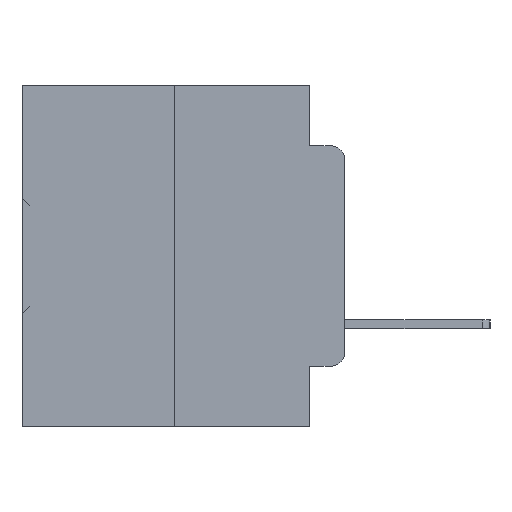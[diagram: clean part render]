
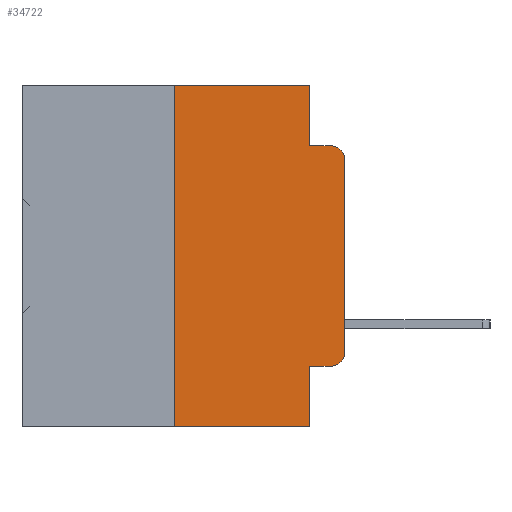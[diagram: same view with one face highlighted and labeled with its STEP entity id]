
A CAD part, left-side view. The second image highlights one B-rep face of the part: STEP entity #34722.
In plain terms, the highlighted planar face has unit normal (-1, 0, 0).
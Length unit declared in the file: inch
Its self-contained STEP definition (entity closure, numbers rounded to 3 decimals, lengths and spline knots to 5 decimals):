
#177 = LINE ( 'NONE', #17952, #7143 ) ;
#286 = VECTOR ( 'NONE', #36743, 39.37008 ) ;
#828 = DIRECTION ( 'NONE',  ( 0., -1., 0. ) ) ;
#1306 = EDGE_CURVE ( 'NONE', #15045, #16086, #9279, .T. ) ;
#1833 = VECTOR ( 'NONE', #27611, 39.37008 ) ;
#2361 = EDGE_LOOP ( 'NONE', ( #19609, #11270, #3092, #18484, #36447, #14568, #22616, #29938, #37641, #6640 ) ) ;
#3092 = ORIENTED_EDGE ( 'NONE', *, *, #11653, .F. ) ;
#3444 = VERTEX_POINT ( 'NONE', #31931 ) ;
#4941 = EDGE_CURVE ( 'NONE', #9602, #21342, #15117, .T. ) ;
#4952 = DIRECTION ( 'NONE',  ( -1., 0., 0. ) ) ;
#5766 = CARTESIAN_POINT ( 'NONE',  ( 0., 0.051, 0. ) ) ;
#6022 = LINE ( 'NONE', #13114, #20891 ) ;
#6466 = CARTESIAN_POINT ( 'NONE',  ( 0., 0.051, 0. ) ) ;
#6550 = EDGE_CURVE ( 'NONE', #14078, #23593, #21529, .T. ) ;
#6640 = ORIENTED_EDGE ( 'NONE', *, *, #6550, .T. ) ;
#7143 = VECTOR ( 'NONE', #29948, 39.37008 ) ;
#7880 = CARTESIAN_POINT ( 'NONE',  ( 0., 0.473, 0. ) ) ;
#8825 = CARTESIAN_POINT ( 'NONE',  ( 0., 0.02, -0.1085 ) ) ;
#9279 = LINE ( 'NONE', #30930, #16252 ) ;
#9468 = AXIS2_PLACEMENT_3D ( 'NONE', #22814, #4952, #25830 ) ;
#9602 = VERTEX_POINT ( 'NONE', #29825 ) ;
#9608 = EDGE_CURVE ( 'NONE', #3444, #15045, #177, .T. ) ;
#10306 = CARTESIAN_POINT ( 'NONE',  ( 0., 0.25, 0. ) ) ;
#11038 = CARTESIAN_POINT ( 'NONE',  ( 0., 0., -0.3915 ) ) ;
#11219 = VECTOR ( 'NONE', #26673, 39.37008 ) ;
#11270 = ORIENTED_EDGE ( 'NONE', *, *, #4941, .T. ) ;
#11653 = EDGE_CURVE ( 'NONE', #15263, #21342, #19129, .T. ) ;
#11814 = DIRECTION ( 'NONE',  ( 0., 0., -1. ) ) ;
#13114 = CARTESIAN_POINT ( 'NONE',  ( 0., 0.051, -0.4115 ) ) ;
#14078 = VERTEX_POINT ( 'NONE', #32194 ) ;
#14563 = AXIS2_PLACEMENT_3D ( 'NONE', #7880, #17537, #38186 ) ;
#14568 = ORIENTED_EDGE ( 'NONE', *, *, #9608, .F. ) ;
#15045 = VERTEX_POINT ( 'NONE', #10306 ) ;
#15059 = VECTOR ( 'NONE', #33221, 39.37008 ) ;
#15117 = CIRCLE ( 'NONE', #37710, 0.02 ) ;
#15263 = VERTEX_POINT ( 'NONE', #32120 ) ;
#15980 = LINE ( 'NONE', #6466, #15059 ) ;
#16079 = DIRECTION ( 'NONE',  ( 0., -1., 0. ) ) ;
#16086 = VERTEX_POINT ( 'NONE', #5766 ) ;
#16089 = LINE ( 'NONE', #30878, #286 ) ;
#16252 = VECTOR ( 'NONE', #25011, 39.37008 ) ;
#17537 = DIRECTION ( 'NONE',  ( 1., 0., 0. ) ) ;
#17630 = CARTESIAN_POINT ( 'NONE',  ( 0., 0.051, -0.0885 ) ) ;
#17952 = CARTESIAN_POINT ( 'NONE',  ( 0., 0.25, 0. ) ) ;
#18484 = ORIENTED_EDGE ( 'NONE', *, *, #20585, .F. ) ;
#18582 = LINE ( 'NONE', #36413, #1833 ) ;
#19129 = LINE ( 'NONE', #17630, #11219 ) ;
#19609 = ORIENTED_EDGE ( 'NONE', *, *, #27740, .T. ) ;
#20347 = VERTEX_POINT ( 'NONE', #22764 ) ;
#20585 = EDGE_CURVE ( 'NONE', #16086, #15263, #15980, .T. ) ;
#20891 = VECTOR ( 'NONE', #16079, 39.37008 ) ;
#21342 = VERTEX_POINT ( 'NONE', #26611 ) ;
#21529 = CIRCLE ( 'NONE', #9468, 0.02 ) ;
#22616 = ORIENTED_EDGE ( 'NONE', *, *, #25654, .T. ) ;
#22764 = CARTESIAN_POINT ( 'NONE',  ( 0., 0.051, -0.4115 ) ) ;
#22814 = CARTESIAN_POINT ( 'NONE',  ( 0., 0.02, -0.3915 ) ) ;
#23593 = VERTEX_POINT ( 'NONE', #11038 ) ;
#25011 = DIRECTION ( 'NONE',  ( 0., -1., 0. ) ) ;
#25654 = EDGE_CURVE ( 'NONE', #3444, #33260, #29583, .T. ) ;
#25830 = DIRECTION ( 'NONE',  ( 0., 0., -1. ) ) ;
#26611 = CARTESIAN_POINT ( 'NONE',  ( 0., 0.02, -0.0885 ) ) ;
#26673 = DIRECTION ( 'NONE',  ( 0., -1., 0. ) ) ;
#27611 = DIRECTION ( 'NONE',  ( 0., 0., 1. ) ) ;
#27740 = EDGE_CURVE ( 'NONE', #23593, #9602, #18582, .T. ) ;
#27805 = EDGE_CURVE ( 'NONE', #20347, #14078, #6022, .T. ) ;
#27861 = CARTESIAN_POINT ( 'NONE',  ( 0., 0.051, -0.5 ) ) ;
#29583 = LINE ( 'NONE', #36360, #36423 ) ;
#29681 = DIRECTION ( 'NONE',  ( -1., 0., 0. ) ) ;
#29825 = CARTESIAN_POINT ( 'NONE',  ( 0., 0., -0.1085 ) ) ;
#29938 = ORIENTED_EDGE ( 'NONE', *, *, #30311, .F. ) ;
#29948 = DIRECTION ( 'NONE',  ( 0., 0., 1. ) ) ;
#30311 = EDGE_CURVE ( 'NONE', #20347, #33260, #16089, .T. ) ;
#30878 = CARTESIAN_POINT ( 'NONE',  ( 0., 0.051, 0. ) ) ;
#30930 = CARTESIAN_POINT ( 'NONE',  ( 0., 0.473, 0. ) ) ;
#31521 = FACE_OUTER_BOUND ( 'NONE', #2361, .T. ) ;
#31931 = CARTESIAN_POINT ( 'NONE',  ( 0., 0.25, -0.5 ) ) ;
#32120 = CARTESIAN_POINT ( 'NONE',  ( 0., 0.051, -0.0885 ) ) ;
#32194 = CARTESIAN_POINT ( 'NONE',  ( 0., 0.02, -0.4115 ) ) ;
#33221 = DIRECTION ( 'NONE',  ( 0., 0., -1. ) ) ;
#33260 = VERTEX_POINT ( 'NONE', #27861 ) ;
#34722 = ADVANCED_FACE ( 'NONE', ( #31521 ), #35284, .F. ) ;
#35284 = PLANE ( 'NONE',  #14563 ) ;
#36360 = CARTESIAN_POINT ( 'NONE',  ( 0., 0.473, -0.5 ) ) ;
#36413 = CARTESIAN_POINT ( 'NONE',  ( 0., 0., 0. ) ) ;
#36423 = VECTOR ( 'NONE', #828, 39.37008 ) ;
#36447 = ORIENTED_EDGE ( 'NONE', *, *, #1306, .F. ) ;
#36743 = DIRECTION ( 'NONE',  ( 0., 0., -1. ) ) ;
#37641 = ORIENTED_EDGE ( 'NONE', *, *, #27805, .T. ) ;
#37710 = AXIS2_PLACEMENT_3D ( 'NONE', #8825, #29681, #11814 ) ;
#38186 = DIRECTION ( 'NONE',  ( 0., 0., -1. ) ) ;
